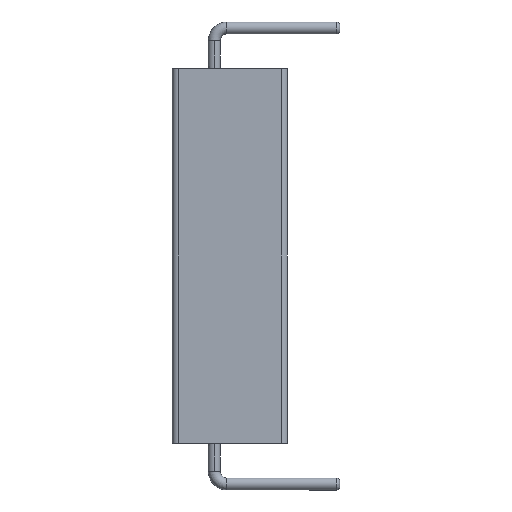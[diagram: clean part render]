
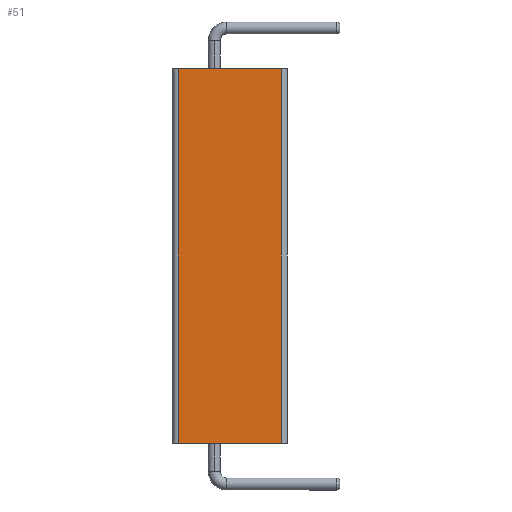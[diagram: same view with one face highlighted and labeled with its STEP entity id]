
A CAD part, left-side view. The second image highlights one B-rep face of the part: STEP entity #51.
In plain terms, the highlighted planar face has unit normal (-1, 0, 0).
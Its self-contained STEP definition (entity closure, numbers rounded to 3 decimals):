
#4 = VERTEX_POINT ( 'NONE', #422 ) ;
#51 = ADVANCED_FACE ( 'NONE', ( #549 ), #581, .T. ) ;
#92 = ORIENTED_EDGE ( 'NONE', *, *, #93, .F. ) ;
#93 = EDGE_CURVE ( 'NONE', #4, #2324, #678, .T. ) ;
#94 = ORIENTED_EDGE ( 'NONE', *, *, #2322, .T. ) ;
#95 = EDGE_LOOP ( 'NONE', ( #92, #94, #439, #286 ) ) ;
#285 = EDGE_CURVE ( 'NONE', #2338, #2314, #1384, .T. ) ;
#286 = ORIENTED_EDGE ( 'NONE', *, *, #2311, .T. ) ;
#422 = CARTESIAN_POINT ( 'NONE',  ( -3.5, 3.95, 0. ) ) ;
#439 = ORIENTED_EDGE ( 'NONE', *, *, #285, .T. ) ;
#549 = FACE_OUTER_BOUND ( 'NONE', #95, .T. ) ;
#577 = DIRECTION ( 'NONE',  ( 0., -1., 0. ) ) ;
#578 = DIRECTION ( 'NONE',  ( -1., 0., 0. ) ) ;
#579 = CARTESIAN_POINT ( 'NONE',  ( -3.5, 4.35, -25. ) ) ;
#580 = AXIS2_PLACEMENT_3D ( 'NONE', #579, #578, #577 ) ;
#581 = PLANE ( 'NONE',  #580 ) ;
#675 = DIRECTION ( 'NONE',  ( 0., -1., 0. ) ) ;
#676 = VECTOR ( 'NONE', #675, 1000. ) ;
#677 = CARTESIAN_POINT ( 'NONE',  ( -3.5, 4.35, 0. ) ) ;
#678 = LINE ( 'NONE', #677, #676 ) ;
#1381 = DIRECTION ( 'NONE',  ( 0., -1., 0. ) ) ;
#1382 = VECTOR ( 'NONE', #1381, 1000. ) ;
#1383 = CARTESIAN_POINT ( 'NONE',  ( -3.5, 4.35, -25. ) ) ;
#1384 = LINE ( 'NONE', #1383, #1382 ) ;
#2050 = CARTESIAN_POINT ( 'NONE',  ( -3.5, -2.95, -25. ) ) ;
#2052 = DIRECTION ( 'NONE',  ( 0., 0., 1. ) ) ;
#2053 = VECTOR ( 'NONE', #2052, 1000. ) ;
#2054 = CARTESIAN_POINT ( 'NONE',  ( -3.5, -2.95, -25. ) ) ;
#2055 = LINE ( 'NONE', #2054, #2053 ) ;
#2111 = CARTESIAN_POINT ( 'NONE',  ( -3.5, 3.95, -25. ) ) ;
#2133 = CARTESIAN_POINT ( 'NONE',  ( -3.5, -2.95, 0. ) ) ;
#2135 = DIRECTION ( 'NONE',  ( 0., 0., -1. ) ) ;
#2136 = VECTOR ( 'NONE', #2135, 1000. ) ;
#2137 = CARTESIAN_POINT ( 'NONE',  ( -3.5, 3.95, -25. ) ) ;
#2138 = LINE ( 'NONE', #2137, #2136 ) ;
#2311 = EDGE_CURVE ( 'NONE', #2314, #2324, #2055, .T. ) ;
#2314 = VERTEX_POINT ( 'NONE', #2050 ) ;
#2322 = EDGE_CURVE ( 'NONE', #4, #2338, #2138, .T. ) ;
#2324 = VERTEX_POINT ( 'NONE', #2133 ) ;
#2338 = VERTEX_POINT ( 'NONE', #2111 ) ;
